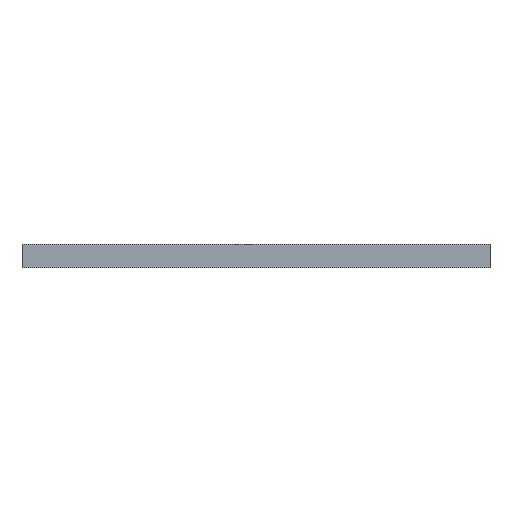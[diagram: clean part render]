
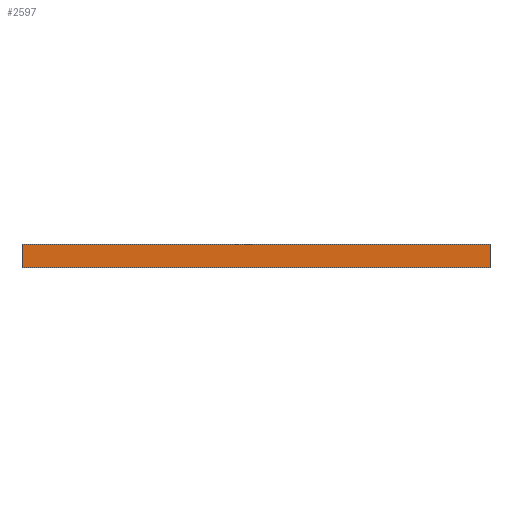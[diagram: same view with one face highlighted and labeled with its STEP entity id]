
A CAD part, front view. The second image highlights one B-rep face of the part: STEP entity #2597.
In plain terms, the highlighted planar face has unit normal (0, -1, 0).
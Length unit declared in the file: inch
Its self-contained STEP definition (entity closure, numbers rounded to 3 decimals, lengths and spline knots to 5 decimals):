
#310 = VECTOR ( 'NONE', #2386, 39.37008 ) ;
#325 = LINE ( 'NONE', #3464, #5790 ) ;
#590 = DIRECTION ( 'NONE',  ( 1., 0., 0. ) ) ;
#686 = LINE ( 'NONE', #5237, #310 ) ;
#703 = CARTESIAN_POINT ( 'NONE',  ( 0.59055, -0.59055, 0. ) ) ;
#1005 = VECTOR ( 'NONE', #3816, 39.37008 ) ;
#1157 = LINE ( 'NONE', #1414, #1005 ) ;
#1414 = CARTESIAN_POINT ( 'NONE',  ( -0.59055, -0.59055, 0.01969 ) ) ;
#1480 = EDGE_LOOP ( 'NONE', ( #5308, #1605, #2939, #4015 ) ) ;
#1605 = ORIENTED_EDGE ( 'NONE', *, *, #4843, .T. ) ;
#2386 = DIRECTION ( 'NONE',  ( 0., 0., 1. ) ) ;
#2422 = VERTEX_POINT ( 'NONE', #5740 ) ;
#2433 = CARTESIAN_POINT ( 'NONE',  ( 0.59055, -0.59055, -0.03937 ) ) ;
#2523 = CARTESIAN_POINT ( 'NONE',  ( -0.59055, -0.59055, 0.01969 ) ) ;
#2554 = DIRECTION ( 'NONE',  ( 0., 0., 1. ) ) ;
#2597 = ADVANCED_FACE ( 'NONE', ( #3669 ), #5533, .T. ) ;
#2879 = EDGE_CURVE ( 'NONE', #5701, #2422, #1157, .T. ) ;
#2886 = EDGE_CURVE ( 'NONE', #4899, #5701, #686, .T. ) ;
#2939 = ORIENTED_EDGE ( 'NONE', *, *, #4249, .T. ) ;
#3464 = CARTESIAN_POINT ( 'NONE',  ( -0.59055, -0.59055, -0.03937 ) ) ;
#3618 = DIRECTION ( 'NONE',  ( 0., -1., 0. ) ) ;
#3669 = FACE_OUTER_BOUND ( 'NONE', #1480, .T. ) ;
#3816 = DIRECTION ( 'NONE',  ( 1., 0., 0. ) ) ;
#3936 = AXIS2_PLACEMENT_3D ( 'NONE', #4128, #3618, #5105 ) ;
#3995 = CARTESIAN_POINT ( 'NONE',  ( -0.59055, -0.59055, -0.03937 ) ) ;
#4015 = ORIENTED_EDGE ( 'NONE', *, *, #2879, .F. ) ;
#4050 = VERTEX_POINT ( 'NONE', #2433 ) ;
#4128 = CARTESIAN_POINT ( 'NONE',  ( -0.59055, -0.59055, 0. ) ) ;
#4249 = EDGE_CURVE ( 'NONE', #4050, #2422, #4433, .T. ) ;
#4292 = VECTOR ( 'NONE', #2554, 39.37008 ) ;
#4433 = LINE ( 'NONE', #703, #4292 ) ;
#4843 = EDGE_CURVE ( 'NONE', #4899, #4050, #325, .T. ) ;
#4899 = VERTEX_POINT ( 'NONE', #3995 ) ;
#5105 = DIRECTION ( 'NONE',  ( 1., 0., 0. ) ) ;
#5237 = CARTESIAN_POINT ( 'NONE',  ( -0.59055, -0.59055, 0. ) ) ;
#5308 = ORIENTED_EDGE ( 'NONE', *, *, #2886, .F. ) ;
#5533 = PLANE ( 'NONE',  #3936 ) ;
#5701 = VERTEX_POINT ( 'NONE', #2523 ) ;
#5740 = CARTESIAN_POINT ( 'NONE',  ( 0.59055, -0.59055, 0.01969 ) ) ;
#5790 = VECTOR ( 'NONE', #590, 39.37008 ) ;
